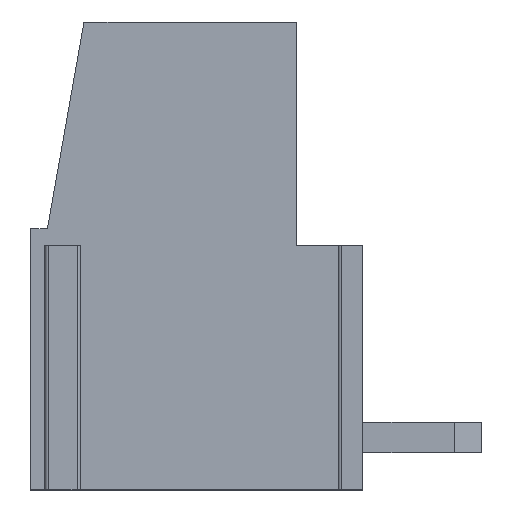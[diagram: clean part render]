
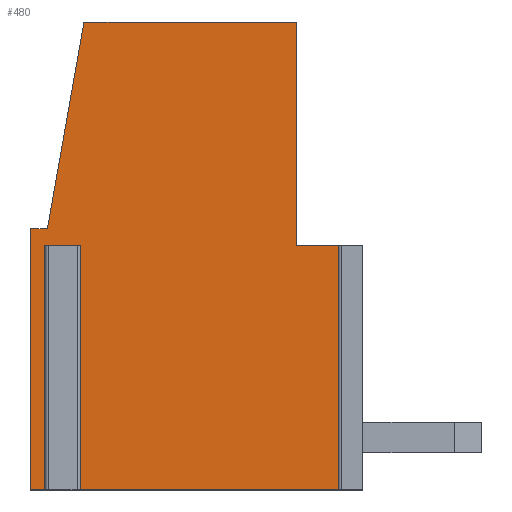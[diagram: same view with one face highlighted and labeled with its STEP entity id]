
A CAD part, left-side view. The second image highlights one B-rep face of the part: STEP entity #480.
In plain terms, the highlighted planar face has unit normal (-1, 0, 0).
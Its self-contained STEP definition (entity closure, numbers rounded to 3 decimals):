
#480 = ADVANCED_FACE( 'F0', ( #994 ), #995, .T. );
#994 = FACE_OUTER_BOUND( '', #1558, .T. );
#995 = PLANE( '', #1559 );
#1558 = EDGE_LOOP( '', ( #2799, #2800, #2801, #2802, #2803, #2804, #2805, #2806, #2807, #2808, #2809, #2810 ) );
#1559 = AXIS2_PLACEMENT_3D( '', #2811, #2812, #2813 );
#2799 = ORIENTED_EDGE( '', *, *, #3978, .T. );
#2800 = ORIENTED_EDGE( '', *, *, #3994, .T. );
#2801 = ORIENTED_EDGE( '', *, *, #3791, .T. );
#2802 = ORIENTED_EDGE( '', *, *, #3620, .T. );
#2803 = ORIENTED_EDGE( '', *, *, #3639, .T. );
#2804 = ORIENTED_EDGE( '', *, *, #3988, .F. );
#2805 = ORIENTED_EDGE( '', *, *, #3737, .T. );
#2806 = ORIENTED_EDGE( '', *, *, #3614, .T. );
#2807 = ORIENTED_EDGE( '', *, *, #3995, .T. );
#2808 = ORIENTED_EDGE( '', *, *, #3996, .T. );
#2809 = ORIENTED_EDGE( '', *, *, #3660, .T. );
#2810 = ORIENTED_EDGE( '', *, *, #3541, .T. );
#2811 = CARTESIAN_POINT( '', ( -2.5, 0., 0. ) );
#2812 = DIRECTION( '', ( -1., 0., 0. ) );
#2813 = DIRECTION( '', ( 0., 1., 0. ) );
#3541 = EDGE_CURVE( '', #4255, #4253, #4256, .T. );
#3614 = EDGE_CURVE( '', #4383, #4381, #4384, .T. );
#3620 = EDGE_CURVE( '', #4395, #4393, #4396, .T. );
#3639 = EDGE_CURVE( '', #4393, #4427, #4429, .T. );
#3660 = EDGE_CURVE( '', #4461, #4255, #4464, .T. );
#3737 = EDGE_CURVE( '', #4590, #4383, #4591, .T. );
#3791 = EDGE_CURVE( '', #4672, #4395, #4673, .T. );
#3978 = EDGE_CURVE( '', #4253, #4936, #4937, .T. );
#3988 = EDGE_CURVE( '', #4590, #4427, #4947, .T. );
#3994 = EDGE_CURVE( '', #4936, #4672, #4954, .T. );
#3995 = EDGE_CURVE( '', #4381, #4955, #4956, .T. );
#3996 = EDGE_CURVE( '', #4955, #4461, #4957, .T. );
#4253 = VERTEX_POINT( '', #5271 );
#4255 = VERTEX_POINT( '', #5274 );
#4256 = LINE( '', #5275, #5276 );
#4381 = VERTEX_POINT( '', #5454 );
#4383 = VERTEX_POINT( '', #5457 );
#4384 = LINE( '', #5458, #5459 );
#4393 = VERTEX_POINT( '', #5470 );
#4395 = VERTEX_POINT( '', #5473 );
#4396 = LINE( '', #5474, #5475 );
#4427 = VERTEX_POINT( '', #5517 );
#4429 = LINE( '', #5520, #5521 );
#4461 = VERTEX_POINT( '', #5566 );
#4464 = LINE( '', #5571, #5572 );
#4590 = VERTEX_POINT( '', #5760 );
#4591 = LINE( '', #5761, #5762 );
#4672 = VERTEX_POINT( '', #5886 );
#4673 = LINE( '', #5887, #5888 );
#4936 = VERTEX_POINT( '', #6284 );
#4937 = LINE( '', #6285, #6286 );
#4947 = LINE( '', #6301, #6302 );
#4954 = LINE( '', #6311, #6312 );
#4955 = VERTEX_POINT( '', #6313 );
#4956 = LINE( '', #6314, #6315 );
#4957 = LINE( '', #6316, #6317 );
#5271 = CARTESIAN_POINT( '', ( -2.5, -1.576, 13.8 ) );
#5274 = CARTESIAN_POINT( '', ( -2.5, -7.85, 13.8 ) );
#5275 = CARTESIAN_POINT( '', ( -2.5, 0., 13.8 ) );
#5276 = VECTOR( '', #6620, 1000. );
#5454 = CARTESIAN_POINT( '', ( -2.5, -9.346, 0. ) );
#5457 = CARTESIAN_POINT( '', ( -2.5, -1.204, 0. ) );
#5458 = CARTESIAN_POINT( '', ( -2.5, 0., 0. ) );
#5459 = VECTOR( '', #6684, 1000. );
#5470 = CARTESIAN_POINT( '', ( -2.5, -0.696, 0. ) );
#5473 = CARTESIAN_POINT( '', ( -2.5, 0., 0. ) );
#5474 = CARTESIAN_POINT( '', ( -2.5, 0., 0. ) );
#5475 = VECTOR( '', #6694, 1000. );
#5517 = CARTESIAN_POINT( '', ( -2.5, -0.696, 7.2 ) );
#5520 = CARTESIAN_POINT( '', ( -2.5, -0.696, 0. ) );
#5521 = VECTOR( '', #6713, 1000. );
#5566 = CARTESIAN_POINT( '', ( -2.5, -7.85, 7.2 ) );
#5571 = CARTESIAN_POINT( '', ( -2.5, -7.85, 0. ) );
#5572 = VECTOR( '', #6732, 1000. );
#5760 = CARTESIAN_POINT( '', ( -2.5, -1.204, 7.2 ) );
#5761 = CARTESIAN_POINT( '', ( -2.5, -1.204, 0. ) );
#5762 = VECTOR( '', #6801, 1000. );
#5886 = CARTESIAN_POINT( '', ( -2.5, 0., 7.7 ) );
#5887 = CARTESIAN_POINT( '', ( -2.5, 0., -11.5 ) );
#5888 = VECTOR( '', #6845, 1000. );
#6284 = CARTESIAN_POINT( '', ( -2.5, -0.5, 7.7 ) );
#6285 = CARTESIAN_POINT( '', ( -2.5, 2.798, -11.007 ) );
#6286 = VECTOR( '', #7003, 1000. );
#6301 = CARTESIAN_POINT( '', ( -2.5, 0., 7.2 ) );
#6302 = VECTOR( '', #7009, 1000. );
#6311 = CARTESIAN_POINT( '', ( -2.5, 0., 7.7 ) );
#6312 = VECTOR( '', #7015, 1000. );
#6313 = CARTESIAN_POINT( '', ( -2.5, -9.346, 7.2 ) );
#6314 = CARTESIAN_POINT( '', ( -2.5, -9.346, 0. ) );
#6315 = VECTOR( '', #7016, 1000. );
#6316 = CARTESIAN_POINT( '', ( -2.5, 0., 7.2 ) );
#6317 = VECTOR( '', #7017, 1000. );
#6620 = DIRECTION( '', ( 0., 1., 0. ) );
#6684 = DIRECTION( '', ( 0., -1., 0. ) );
#6694 = DIRECTION( '', ( 0., -1., 0. ) );
#6713 = DIRECTION( '', ( 0., 0., 1. ) );
#6732 = DIRECTION( '', ( 0., 0., 1. ) );
#6801 = DIRECTION( '', ( 0., 0., -1. ) );
#6845 = DIRECTION( '', ( 0., 0., -1. ) );
#7003 = DIRECTION( '', ( 0., 0.174, -0.985 ) );
#7009 = DIRECTION( '', ( 0., 1., 0. ) );
#7015 = DIRECTION( '', ( 0., 1., 0. ) );
#7016 = DIRECTION( '', ( 0., 0., 1. ) );
#7017 = DIRECTION( '', ( 0., 1., 0. ) );
